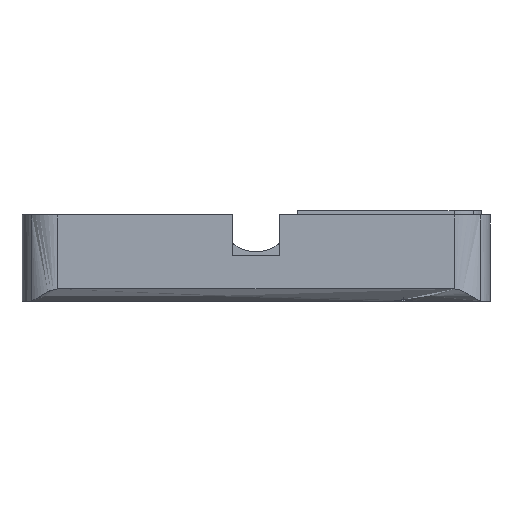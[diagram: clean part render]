
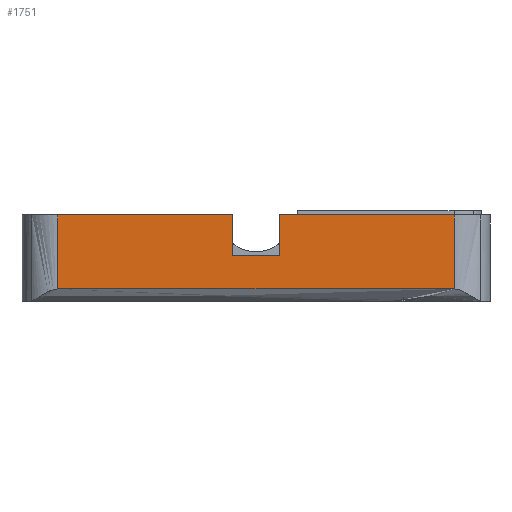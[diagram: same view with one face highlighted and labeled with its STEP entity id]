
A CAD part, front view. The second image highlights one B-rep face of the part: STEP entity #1751.
In plain terms, the highlighted free-form (B-spline) face has degree [1, 1] with [2, 2] control points.
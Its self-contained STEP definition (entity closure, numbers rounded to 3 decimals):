
#1688=(
BOUNDED_SURFACE()
B_SPLINE_SURFACE(1,1,((#1689,#1690),(#1691,#1692)),.UNSPECIFIED.,.F.,.F.,.F.)
B_SPLINE_SURFACE_WITH_KNOTS((2,2),(2,2),(0.000,1.000),(0.000,1.000),.UNSPECIFIED.)
GEOMETRIC_REPRESENTATION_ITEM()
RATIONAL_B_SPLINE_SURFACE(((1.,1.),(1.,1.)))
REPRESENTATION_ITEM('')
SURFACE()
);
#1689=CARTESIAN_POINT('',(13.752,-44.,0.));
#1690=CARTESIAN_POINT('',(13.752,-44.,-6.));
#1691=CARTESIAN_POINT('',(-13.752,-44.,0.));
#1692=CARTESIAN_POINT('',(-13.752,-44.,-6.));
#1693=CARTESIAN_POINT('',(-13.752,-44.,0.));
#1694=VERTEX_POINT('',#1693);
#1695=(
BOUNDED_CURVE()
B_SPLINE_CURVE(1,(#1696,#1697),.UNSPECIFIED.,.F.,.F.)
B_SPLINE_CURVE_WITH_KNOTS((2,2),(0.000,1.000),.UNSPECIFIED.)
CURVE()
GEOMETRIC_REPRESENTATION_ITEM()
RATIONAL_B_SPLINE_CURVE((1.,1.))
REPRESENTATION_ITEM('')
);
#1696=CARTESIAN_POINT('',(-13.752,-44.,0.));
#1697=CARTESIAN_POINT('',(-1.65,-44.,0.));
#1698=CARTESIAN_POINT('',(-1.65,-44.,0.));
#1699=VERTEX_POINT('',#1698);
#1700=EDGE_CURVE('',#1694,#1699,#1695,.T.);
#1701=ORIENTED_EDGE('',*,*,#1700,.T.);
#1702=(
BOUNDED_CURVE()
B_SPLINE_CURVE(1,(#1703,#1704),.UNSPECIFIED.,.F.,.F.)
B_SPLINE_CURVE_WITH_KNOTS((2,2),(0.000,1.000),.UNSPECIFIED.)
CURVE()
GEOMETRIC_REPRESENTATION_ITEM()
RATIONAL_B_SPLINE_CURVE((1.,1.))
REPRESENTATION_ITEM('')
);
#1703=CARTESIAN_POINT('',(-1.65,-44.,0.));
#1704=CARTESIAN_POINT('',(-1.65,-44.,-2.8));
#1705=CARTESIAN_POINT('',(-1.65,-44.,-2.8));
#1706=VERTEX_POINT('',#1705);
#1707=EDGE_CURVE('',#1699,#1706,#1702,.T.);
#1708=ORIENTED_EDGE('',*,*,#1707,.T.);
#1709=(
BOUNDED_CURVE()
B_SPLINE_CURVE(1,(#1710,#1711),.UNSPECIFIED.,.F.,.F.)
B_SPLINE_CURVE_WITH_KNOTS((2,2),(0.000,1.000),.UNSPECIFIED.)
CURVE()
GEOMETRIC_REPRESENTATION_ITEM()
RATIONAL_B_SPLINE_CURVE((1.,1.))
REPRESENTATION_ITEM('')
);
#1710=CARTESIAN_POINT('',(-1.65,-44.,-2.8));
#1711=CARTESIAN_POINT('',(1.65,-44.,-2.8));
#1712=CARTESIAN_POINT('',(1.65,-44.,-2.8));
#1713=VERTEX_POINT('',#1712);
#1714=EDGE_CURVE('',#1706,#1713,#1709,.T.);
#1715=ORIENTED_EDGE('',*,*,#1714,.T.);
#1716=(
BOUNDED_CURVE()
B_SPLINE_CURVE(1,(#1717,#1718),.UNSPECIFIED.,.F.,.F.)
B_SPLINE_CURVE_WITH_KNOTS((2,2),(0.000,1.000),.UNSPECIFIED.)
CURVE()
GEOMETRIC_REPRESENTATION_ITEM()
RATIONAL_B_SPLINE_CURVE((1.,1.))
REPRESENTATION_ITEM('')
);
#1717=CARTESIAN_POINT('',(1.65,-44.,-2.8));
#1718=CARTESIAN_POINT('',(1.65,-44.,0.));
#1719=CARTESIAN_POINT('',(1.65,-44.,0.));
#1720=VERTEX_POINT('',#1719);
#1721=EDGE_CURVE('',#1713,#1720,#1716,.T.);
#1722=ORIENTED_EDGE('',*,*,#1721,.T.);
#1723=(
BOUNDED_CURVE()
B_SPLINE_CURVE(1,(#1724,#1725),.UNSPECIFIED.,.F.,.F.)
B_SPLINE_CURVE_WITH_KNOTS((2,2),(0.000,1.000),.UNSPECIFIED.)
CURVE()
GEOMETRIC_REPRESENTATION_ITEM()
RATIONAL_B_SPLINE_CURVE((1.,1.))
REPRESENTATION_ITEM('')
);
#1724=CARTESIAN_POINT('',(1.65,-44.,0.));
#1725=CARTESIAN_POINT('',(13.752,-44.,0.));
#1726=CARTESIAN_POINT('',(13.752,-44.,0.));
#1727=VERTEX_POINT('',#1726);
#1728=EDGE_CURVE('',#1720,#1727,#1723,.T.);
#1729=ORIENTED_EDGE('',*,*,#1728,.T.);
#1730=(
BOUNDED_CURVE()
B_SPLINE_CURVE(1,(#1731,#1732),.UNSPECIFIED.,.F.,.F.)
B_SPLINE_CURVE_WITH_KNOTS((2,2),(0.000,1.000),.UNSPECIFIED.)
CURVE()
GEOMETRIC_REPRESENTATION_ITEM()
RATIONAL_B_SPLINE_CURVE((1.,1.))
REPRESENTATION_ITEM('')
);
#1731=CARTESIAN_POINT('',(13.752,-44.,0.));
#1732=CARTESIAN_POINT('',(13.752,-44.,-5.139));
#1733=CARTESIAN_POINT('',(13.752,-44.,-5.139));
#1734=VERTEX_POINT('',#1733);
#1735=EDGE_CURVE('',#1727,#1734,#1730,.T.);
#1736=ORIENTED_EDGE('',*,*,#1735,.T.);
#1737=(
BOUNDED_CURVE()
B_SPLINE_CURVE(1,(#1738,#1739),.UNSPECIFIED.,.F.,.F.)
B_SPLINE_CURVE_WITH_KNOTS((2,2),(0.000,1.000),.UNSPECIFIED.)
CURVE()
GEOMETRIC_REPRESENTATION_ITEM()
RATIONAL_B_SPLINE_CURVE((1.,1.))
REPRESENTATION_ITEM('')
);
#1738=CARTESIAN_POINT('',(13.752,-44.,-5.139));
#1739=CARTESIAN_POINT('',(-13.752,-44.,-5.139));
#1740=CARTESIAN_POINT('',(-13.752,-44.,-5.139));
#1741=VERTEX_POINT('',#1740);
#1742=EDGE_CURVE('',#1734,#1741,#1737,.T.);
#1743=ORIENTED_EDGE('',*,*,#1742,.T.);
#1744=(
BOUNDED_CURVE()
B_SPLINE_CURVE(1,(#1745,#1746),.UNSPECIFIED.,.F.,.F.)
B_SPLINE_CURVE_WITH_KNOTS((2,2),(0.000,1.000),.UNSPECIFIED.)
CURVE()
GEOMETRIC_REPRESENTATION_ITEM()
RATIONAL_B_SPLINE_CURVE((1.,1.))
REPRESENTATION_ITEM('')
);
#1745=CARTESIAN_POINT('',(-13.752,-44.,-5.139));
#1746=CARTESIAN_POINT('',(-13.752,-44.,0.));
#1747=EDGE_CURVE('',#1741,#1694,#1744,.T.);
#1748=ORIENTED_EDGE('',*,*,#1747,.T.);
#1749=EDGE_LOOP('',(#1701,#1708,#1715,#1722,#1729,#1736,#1743,#1748));
#1750=FACE_OUTER_BOUND('',#1749,.T.);
#1751=ADVANCED_FACE('',(#1750),#1688,.T.);
